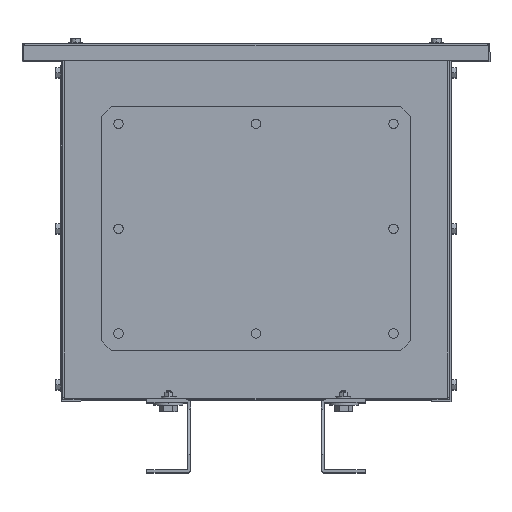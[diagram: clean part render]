
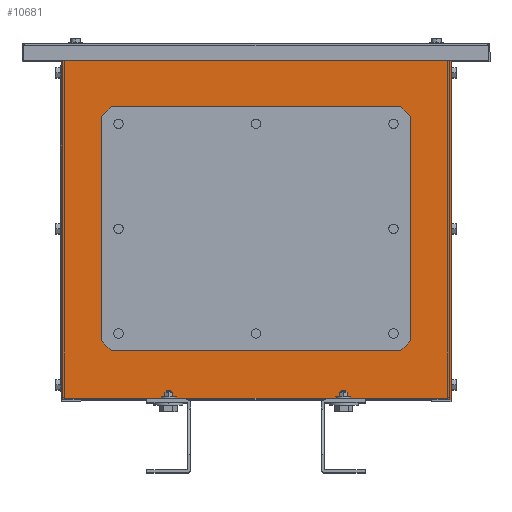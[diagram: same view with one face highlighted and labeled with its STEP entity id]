
A CAD part, top view. The second image highlights one B-rep face of the part: STEP entity #10681.
In plain terms, the highlighted planar face has unit normal (0, 0, 1).
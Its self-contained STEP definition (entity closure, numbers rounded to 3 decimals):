
#1001 = VERTEX_POINT ( 'NONE', #33063 ) ;
#1816 = ORIENTED_EDGE ( 'NONE', *, *, #65279, .T. ) ;
#2371 = VECTOR ( 'NONE', #10282, 1000. ) ;
#3269 = VECTOR ( 'NONE', #21337, 1000. ) ;
#3555 = ORIENTED_EDGE ( 'NONE', *, *, #50900, .T. ) ;
#3906 = ORIENTED_EDGE ( 'NONE', *, *, #56784, .F. ) ;
#4257 = VERTEX_POINT ( 'NONE', #69779 ) ;
#5607 = VERTEX_POINT ( 'NONE', #72888 ) ;
#5794 = CARTESIAN_POINT ( 'NONE',  ( -196., -1.5, 150. ) ) ;
#5797 = DIRECTION ( 'NONE',  ( 0., 1., 0. ) ) ;
#5837 = CARTESIAN_POINT ( 'NONE',  ( -196., 0., 150. ) ) ;
#6299 = DIRECTION ( 'NONE',  ( 0., -1., 0. ) ) ;
#6306 = CARTESIAN_POINT ( 'NONE',  ( 0., 173.75, 150. ) ) ;
#6414 = CARTESIAN_POINT ( 'NONE',  ( 0., -1.5, 150. ) ) ;
#7408 = CARTESIAN_POINT ( 'NONE',  ( -148.5, 298.75, 150. ) ) ;
#7461 = EDGE_CURVE ( 'NONE', #4257, #28865, #68483, .T. ) ;
#9058 = VERTEX_POINT ( 'NONE', #84563 ) ;
#10282 = DIRECTION ( 'NONE',  ( 1., 0., 0. ) ) ;
#10681 = ADVANCED_FACE ( 'NONE', ( #45979, #87708 ), #61314, .T. ) ;
#12444 = ORIENTED_EDGE ( 'NONE', *, *, #89700, .T. ) ;
#14402 = CARTESIAN_POINT ( 'NONE',  ( -158.5, 288.75, 150. ) ) ;
#16641 = VECTOR ( 'NONE', #74492, 1000. ) ;
#17402 = CARTESIAN_POINT ( 'NONE',  ( 0., 48.75, 150. ) ) ;
#18360 = ORIENTED_EDGE ( 'NONE', *, *, #74325, .T. ) ;
#20922 = ORIENTED_EDGE ( 'NONE', *, *, #36426, .F. ) ;
#21065 = EDGE_CURVE ( 'NONE', #91886, #97324, #87174, .T. ) ;
#21337 = DIRECTION ( 'NONE',  ( -0.707, 0.707, 0. ) ) ;
#22098 = ORIENTED_EDGE ( 'NONE', *, *, #76565, .T. ) ;
#22580 = ORIENTED_EDGE ( 'NONE', *, *, #62026, .T. ) ;
#22730 = LINE ( 'NONE', #54982, #72714 ) ;
#22888 = LINE ( 'NONE', #40316, #24949 ) ;
#24778 = VERTEX_POINT ( 'NONE', #56270 ) ;
#24949 = VECTOR ( 'NONE', #39284, 1000. ) ;
#25862 = LINE ( 'NONE', #17402, #16641 ) ;
#26472 = LINE ( 'NONE', #89932, #61011 ) ;
#27649 = VECTOR ( 'NONE', #90990, 1000. ) ;
#27734 = CARTESIAN_POINT ( 'NONE',  ( -158.5, 288.75, 150. ) ) ;
#28216 = CARTESIAN_POINT ( 'NONE',  ( 200., 173.75, 150. ) ) ;
#28542 = CARTESIAN_POINT ( 'NONE',  ( -200., 173., 150. ) ) ;
#28865 = VERTEX_POINT ( 'NONE', #27734 ) ;
#30010 = DIRECTION ( 'NONE',  ( 1., 0., 0. ) ) ;
#31207 = ORIENTED_EDGE ( 'NONE', *, *, #21065, .F. ) ;
#32420 = ORIENTED_EDGE ( 'NONE', *, *, #60204, .T. ) ;
#32778 = VERTEX_POINT ( 'NONE', #90662 ) ;
#33063 = CARTESIAN_POINT ( 'NONE',  ( 158.5, 288.75, 150. ) ) ;
#34669 = LINE ( 'NONE', #48447, #37911 ) ;
#36426 = EDGE_CURVE ( 'NONE', #84303, #5607, #68207, .T. ) ;
#37911 = VECTOR ( 'NONE', #90182, 1000. ) ;
#38010 = ORIENTED_EDGE ( 'NONE', *, *, #7461, .T. ) ;
#38422 = VECTOR ( 'NONE', #60550, 1000. ) ;
#39092 = DIRECTION ( 'NONE',  ( 1., 0., 0. ) ) ;
#39284 = DIRECTION ( 'NONE',  ( 0., -1., 0. ) ) ;
#39641 = DIRECTION ( 'NONE',  ( 0., 1., 0. ) ) ;
#39938 = VERTEX_POINT ( 'NONE', #100544 ) ;
#40316 = CARTESIAN_POINT ( 'NONE',  ( 158.5, 173.75, 150. ) ) ;
#42183 = ORIENTED_EDGE ( 'NONE', *, *, #57747, .T. ) ;
#42882 = VERTEX_POINT ( 'NONE', #95614 ) ;
#44859 = CARTESIAN_POINT ( 'NONE',  ( 0., 349., 150. ) ) ;
#45979 = FACE_BOUND ( 'NONE', #47509, .T. ) ;
#46701 = VECTOR ( 'NONE', #76576, 1000. ) ;
#47199 = AXIS2_PLACEMENT_3D ( 'NONE', #6306, #78723, #39092 ) ;
#47509 = EDGE_LOOP ( 'NONE', ( #22098, #38010, #80169, #12444, #42183, #63320, #32420, #60822 ) ) ;
#48447 = CARTESIAN_POINT ( 'NONE',  ( 0., 298.75, 150. ) ) ;
#50900 = EDGE_CURVE ( 'NONE', #91886, #76202, #54350, .T. ) ;
#52021 = LINE ( 'NONE', #28216, #101047 ) ;
#52554 = DIRECTION ( 'NONE',  ( 0., 1., 0. ) ) ;
#53783 = VECTOR ( 'NONE', #6299, 1000. ) ;
#54129 = LINE ( 'NONE', #78938, #3269 ) ;
#54350 = LINE ( 'NONE', #102432, #69587 ) ;
#54594 = LINE ( 'NONE', #14402, #87427 ) ;
#54982 = CARTESIAN_POINT ( 'NONE',  ( 196., -1.5, 150. ) ) ;
#55572 = LINE ( 'NONE', #6414, #95766 ) ;
#56270 = CARTESIAN_POINT ( 'NONE',  ( 196., -1.5, 150. ) ) ;
#56784 = EDGE_CURVE ( 'NONE', #24778, #76202, #22730, .T. ) ;
#57699 = DIRECTION ( 'NONE',  ( 0.707, -0.707, 0. ) ) ;
#57747 = EDGE_CURVE ( 'NONE', #39938, #1001, #26472, .T. ) ;
#60204 = EDGE_CURVE ( 'NONE', #9058, #42882, #89445, .T. ) ;
#60550 = DIRECTION ( 'NONE',  ( 0., 1., 0. ) ) ;
#60822 = ORIENTED_EDGE ( 'NONE', *, *, #81314, .T. ) ;
#60973 = DIRECTION ( 'NONE',  ( 0.707, 0.707, 0. ) ) ;
#61011 = VECTOR ( 'NONE', #57699, 1000. ) ;
#61314 = PLANE ( 'NONE',  #47199 ) ;
#61681 = ORIENTED_EDGE ( 'NONE', *, *, #96291, .T. ) ;
#62026 = EDGE_CURVE ( 'NONE', #24778, #32778, #66828, .T. ) ;
#62460 = DIRECTION ( 'NONE',  ( 1., 0., 0. ) ) ;
#63320 = ORIENTED_EDGE ( 'NONE', *, *, #80398, .T. ) ;
#63561 = VERTEX_POINT ( 'NONE', #97396 ) ;
#65279 = EDGE_CURVE ( 'NONE', #97062, #5607, #77625, .T. ) ;
#65477 = VECTOR ( 'NONE', #5797, 1000. ) ;
#66331 = CARTESIAN_POINT ( 'NONE',  ( -196., -1.5, 150. ) ) ;
#66828 = LINE ( 'NONE', #90609, #2371 ) ;
#68207 = LINE ( 'NONE', #28542, #65477 ) ;
#68483 = LINE ( 'NONE', #92261, #38422 ) ;
#68941 = EDGE_LOOP ( 'NONE', ( #1816, #20922, #18360, #31207, #3555, #3906, #22580, #61681 ) ) ;
#69587 = VECTOR ( 'NONE', #30010, 1000. ) ;
#69779 = CARTESIAN_POINT ( 'NONE',  ( -158.5, 58.75, 150. ) ) ;
#72714 = VECTOR ( 'NONE', #39641, 1000. ) ;
#72888 = CARTESIAN_POINT ( 'NONE',  ( -200., 349., 150. ) ) ;
#74325 = EDGE_CURVE ( 'NONE', #84303, #97324, #55572, .T. ) ;
#74492 = DIRECTION ( 'NONE',  ( -1., 0., 0. ) ) ;
#74619 = CARTESIAN_POINT ( 'NONE',  ( 158.5, 58.75, 150. ) ) ;
#76202 = VERTEX_POINT ( 'NONE', #84474 ) ;
#76565 = EDGE_CURVE ( 'NONE', #63561, #4257, #54129, .T. ) ;
#76576 = DIRECTION ( 'NONE',  ( -1., 0., 0. ) ) ;
#77625 = LINE ( 'NONE', #44859, #46701 ) ;
#78723 = DIRECTION ( 'NONE',  ( 0., 0., 1. ) ) ;
#78938 = CARTESIAN_POINT ( 'NONE',  ( -148.5, 48.75, 150. ) ) ;
#80169 = ORIENTED_EDGE ( 'NONE', *, *, #80593, .T. ) ;
#80398 = EDGE_CURVE ( 'NONE', #1001, #9058, #22888, .T. ) ;
#80593 = EDGE_CURVE ( 'NONE', #28865, #82417, #54594, .T. ) ;
#81314 = EDGE_CURVE ( 'NONE', #42882, #63561, #25862, .T. ) ;
#82417 = VERTEX_POINT ( 'NONE', #7408 ) ;
#83499 = CARTESIAN_POINT ( 'NONE',  ( 200., 349., 150. ) ) ;
#84303 = VERTEX_POINT ( 'NONE', #96975 ) ;
#84474 = CARTESIAN_POINT ( 'NONE',  ( 196., 0., 150. ) ) ;
#84563 = CARTESIAN_POINT ( 'NONE',  ( 158.5, 58.75, 150. ) ) ;
#87174 = LINE ( 'NONE', #5794, #53783 ) ;
#87427 = VECTOR ( 'NONE', #60973, 1000. ) ;
#87708 = FACE_OUTER_BOUND ( 'NONE', #68941, .T. ) ;
#89445 = LINE ( 'NONE', #74619, #27649 ) ;
#89700 = EDGE_CURVE ( 'NONE', #82417, #39938, #34669, .T. ) ;
#89932 = CARTESIAN_POINT ( 'NONE',  ( 148.5, 298.75, 150. ) ) ;
#90182 = DIRECTION ( 'NONE',  ( 1., 0., 0. ) ) ;
#90609 = CARTESIAN_POINT ( 'NONE',  ( 0., -1.5, 150. ) ) ;
#90662 = CARTESIAN_POINT ( 'NONE',  ( 200., -1.5, 150. ) ) ;
#90990 = DIRECTION ( 'NONE',  ( -0.707, -0.707, 0. ) ) ;
#91886 = VERTEX_POINT ( 'NONE', #5837 ) ;
#92261 = CARTESIAN_POINT ( 'NONE',  ( -158.5, 173.75, 150. ) ) ;
#95614 = CARTESIAN_POINT ( 'NONE',  ( 148.5, 48.75, 150. ) ) ;
#95766 = VECTOR ( 'NONE', #62460, 1000. ) ;
#96291 = EDGE_CURVE ( 'NONE', #32778, #97062, #52021, .T. ) ;
#96975 = CARTESIAN_POINT ( 'NONE',  ( -200., -1.5, 150. ) ) ;
#97062 = VERTEX_POINT ( 'NONE', #83499 ) ;
#97324 = VERTEX_POINT ( 'NONE', #66331 ) ;
#97396 = CARTESIAN_POINT ( 'NONE',  ( -148.5, 48.75, 150. ) ) ;
#100544 = CARTESIAN_POINT ( 'NONE',  ( 148.5, 298.75, 150. ) ) ;
#101047 = VECTOR ( 'NONE', #52554, 1000. ) ;
#102432 = CARTESIAN_POINT ( 'NONE',  ( 0., 0., 150. ) ) ;
